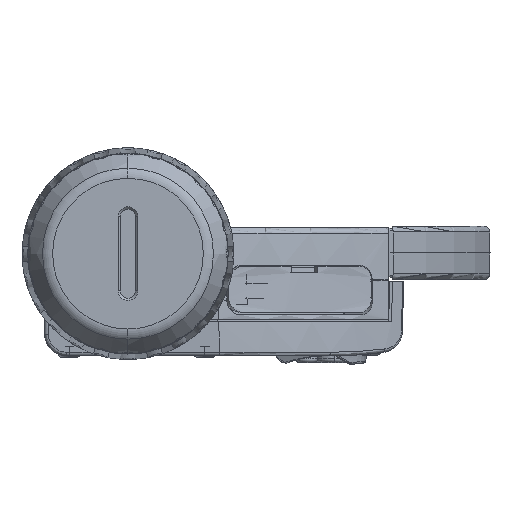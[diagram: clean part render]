
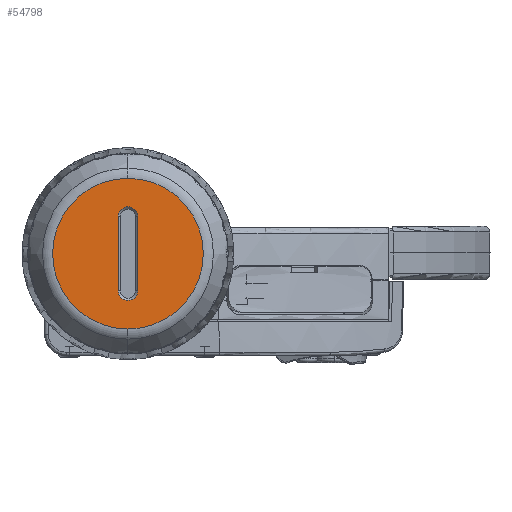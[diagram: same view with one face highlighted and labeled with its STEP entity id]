
A CAD part, left-side view. The second image highlights one B-rep face of the part: STEP entity #54798.
In plain terms, the highlighted face is planar.
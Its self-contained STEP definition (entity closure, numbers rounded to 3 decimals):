
#54279=CARTESIAN_POINT('',(6.5,0.,0.));
#54280=DIRECTION('',(1.,0.,0.));
#54281=DIRECTION('',(0.,0.,-1.));
#54282=AXIS2_PLACEMENT_3D('',#54279,#54280,#54281);
#54284=CARTESIAN_POINT('',(6.5,0.,0.));
#54285=DIRECTION('',(1.,0.,0.));
#54286=DIRECTION('',(0.,0.,1.));
#54287=AXIS2_PLACEMENT_3D('',#54284,#54285,#54286);
#54289=CARTESIAN_POINT('',(6.5,0.,-5.));
#54290=DIRECTION('',(-1.,0.,0.));
#54291=DIRECTION('',(0.,1.,0.));
#54292=AXIS2_PLACEMENT_3D('',#54289,#54290,#54291);
#54294=DIRECTION('',(0.,0.,-1.));
#54295=VECTOR('',#54294,10.);
#54296=CARTESIAN_POINT('',(6.5,1.3,5.));
#54297=LINE('',#54296,#54295);
#54298=CARTESIAN_POINT('',(6.5,0.,5.));
#54299=DIRECTION('',(-1.,0.,0.));
#54300=DIRECTION('',(0.,-1.,0.));
#54301=AXIS2_PLACEMENT_3D('',#54298,#54299,#54300);
#54303=DIRECTION('',(0.,0.,1.));
#54304=VECTOR('',#54303,10.);
#54305=CARTESIAN_POINT('',(6.5,-1.3,
-5.));
#54306=LINE('',#54305,#54304);
#54442=CARTESIAN_POINT('',(6.5,0.,-10.136));
#54443=CARTESIAN_POINT('',(6.5,0.,10.136));
#54444=VERTEX_POINT('',#54442);
#54445=VERTEX_POINT('',#54443);
#54466=CARTESIAN_POINT('',(6.5,1.3,-5.));
#54467=CARTESIAN_POINT('',(6.5,-1.3,-5.));
#54468=VERTEX_POINT('',#54466);
#54469=VERTEX_POINT('',#54467);
#54474=CARTESIAN_POINT('',(6.5,-1.3,
5.));
#54475=VERTEX_POINT('',#54474);
#54478=CARTESIAN_POINT('',(6.5,1.3,5.));
#54479=VERTEX_POINT('',#54478);
#54778=CARTESIAN_POINT('',(6.5,0.,0.));
#54779=DIRECTION('',(1.,0.,0.));
#54780=DIRECTION('',(0.,-1.,0.));
#54781=AXIS2_PLACEMENT_3D('',#54778,#54779,#54780);
#54782=PLANE('',#54781);
#54784=ORIENTED_EDGE('',*,*,#54783,.F.);
#54785=ORIENTED_EDGE('',*,*,#54768,.F.);
#54786=EDGE_LOOP('',(#54784,#54785));
#54787=FACE_OUTER_BOUND('',#54786,.F.);
#54789=ORIENTED_EDGE('',*,*,#54788,.F.);
#54791=ORIENTED_EDGE('',*,*,#54790,.F.);
#54793=ORIENTED_EDGE('',*,*,#54792,.F.);
#54795=ORIENTED_EDGE('',*,*,#54794,.F.);
#54796=EDGE_LOOP('',(#54789,#54791,#54793,#54795));
#54797=FACE_BOUND('',#54796,.F.);
#54798=ADVANCED_FACE('',(#54787,#54797),#54782,.T.);
#54283=CIRCLE('',#54282,10.136);
#54288=CIRCLE('',#54287,10.136);
#54293=CIRCLE('',#54292,1.3);
#54302=CIRCLE('',#54301,1.3);
#54768=EDGE_CURVE('',#54445,#54444,#54288,.T.);
#54783=EDGE_CURVE('',#54444,#54445,#54283,.T.);
#54788=EDGE_CURVE('',#54468,#54469,#54293,.T.);
#54790=EDGE_CURVE('',#54479,#54468,#54297,.T.);
#54792=EDGE_CURVE('',#54475,#54479,#54302,.T.);
#54794=EDGE_CURVE('',#54469,#54475,#54306,.T.);
